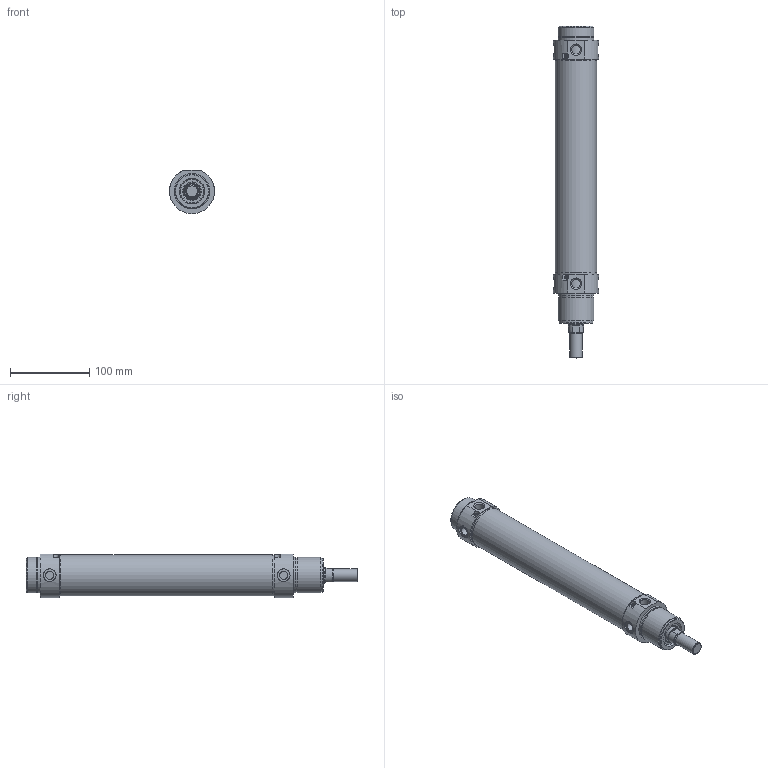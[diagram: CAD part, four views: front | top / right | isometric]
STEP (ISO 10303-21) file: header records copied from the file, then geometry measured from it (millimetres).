
FILE_DESCRIPTION((''),'2;1');
FILE_NAME('IDM050.200.GS.MW.stp','2014-07-16T08:18:26',('carlo.corazza'),(''),'Autodesk Inventor 2012','Autodesk Inventor 2012','');
FILE_SCHEMA(('AUTOMOTIVE_DESIGN { 1 0 10303 214 1 1 1 1 }'));
Length unit declared in the file: millimetre
Products named in the file (5): IDM050..GS.MW; TP; STELO-200; TA; CORPO-200
Assembly tree (4 placements, depth 2):
  IDM050..GS.MW
    TP
    STELO-200
    TA
    CORPO-200
Bounding box: 57 x 420 x 55 mm (x, y, z)
Volume: 347805.2 mm3; surface area: 143117.4 mm2
Topology: 6 solids, 10 shells, 207 faces, 434 edges, 274 vertices
Faces by surface type: plane 73, cylinder 65, cone 45, torus 16, revolution 8
Full cylindrical faces by diameter (mm): 1.8 x4, 2 x2, 2.2 x4, 2.459 x2, 3.4 x4, 3.5 x4, 10.376 x4, 11.445 x2, 12 x1, 16 x5, 17 x1, 19 x1, 20 x2, 20.8 x1, 20.847 x1, 24 x2, 30 x3, 43 x4, 45 x4, 50 x1, 52.4 x3
Entity records: 5409 total; most frequent: CARTESIAN_POINT 1215, DIRECTION 872, ORIENTED_EDGE 556, AXIS2_PLACEMENT_3D 411, EDGE_LOOP 362, EDGE_CURVE 278, VERTEX_POINT 228, STYLED_ITEM 210
